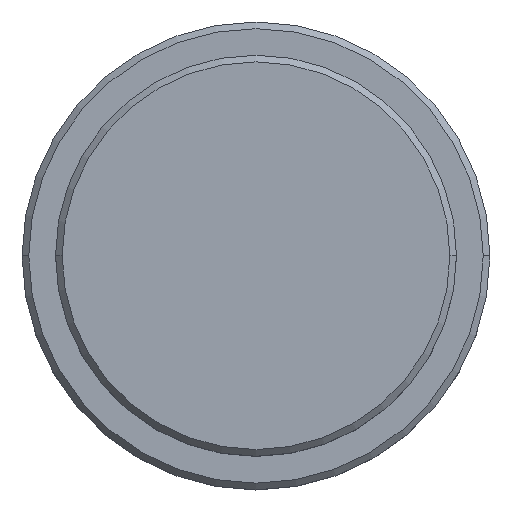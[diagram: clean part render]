
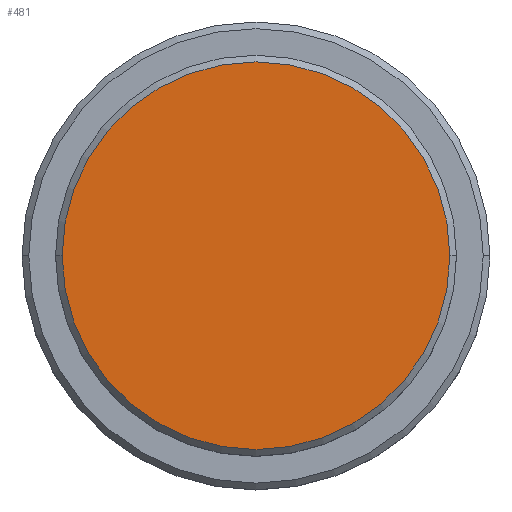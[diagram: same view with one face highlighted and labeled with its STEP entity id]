
A CAD part, top view. The second image highlights one B-rep face of the part: STEP entity #481.
In plain terms, the highlighted planar face has unit normal (0, 0, 1).
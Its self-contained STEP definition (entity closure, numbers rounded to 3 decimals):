
#78 = CARTESIAN_POINT ( 'NONE',  ( -14.5, 0., 0. ) ) ;
#99 = DIRECTION ( 'NONE',  ( 0., 0., 1. ) ) ;
#111 = CARTESIAN_POINT ( 'NONE',  ( 0., 0., 0. ) ) ;
#128 = DIRECTION ( 'NONE',  ( 1., 0., 0. ) ) ;
#149 = ORIENTED_EDGE ( 'NONE', *, *, #1361, .T. ) ;
#209 = DIRECTION ( 'NONE',  ( 1., 0., 0. ) ) ;
#282 = CARTESIAN_POINT ( 'NONE',  ( 0., 0., 0. ) ) ;
#391 = ORIENTED_EDGE ( 'NONE', *, *, #785, .T. ) ;
#402 = FACE_OUTER_BOUND ( 'NONE', #974, .T. ) ;
#481 = ADVANCED_FACE ( 'NONE', ( #402 ), #844, .T. ) ;
#560 = DIRECTION ( 'NONE',  ( 0., 0., 1. ) ) ;
#597 = VERTEX_POINT ( 'NONE', #910 ) ;
#634 = CIRCLE ( 'NONE', #992, 14.5 ) ;
#639 = AXIS2_PLACEMENT_3D ( 'NONE', #111, #560, #128 ) ;
#653 = DIRECTION ( 'NONE',  ( 1., 0., 0. ) ) ;
#785 = EDGE_CURVE ( 'NONE', #1246, #597, #634, .T. ) ;
#844 = PLANE ( 'NONE',  #1378 ) ;
#910 = CARTESIAN_POINT ( 'NONE',  ( 14.5, 0., 0. ) ) ;
#947 = CIRCLE ( 'NONE', #639, 14.5 ) ;
#974 = EDGE_LOOP ( 'NONE', ( #391, #149 ) ) ;
#992 = AXIS2_PLACEMENT_3D ( 'NONE', #282, #1401, #209 ) ;
#1246 = VERTEX_POINT ( 'NONE', #78 ) ;
#1289 = CARTESIAN_POINT ( 'NONE',  ( 0., 0., 0. ) ) ;
#1361 = EDGE_CURVE ( 'NONE', #597, #1246, #947, .T. ) ;
#1378 = AXIS2_PLACEMENT_3D ( 'NONE', #1289, #99, #653 ) ;
#1401 = DIRECTION ( 'NONE',  ( 0., 0., 1. ) ) ;
